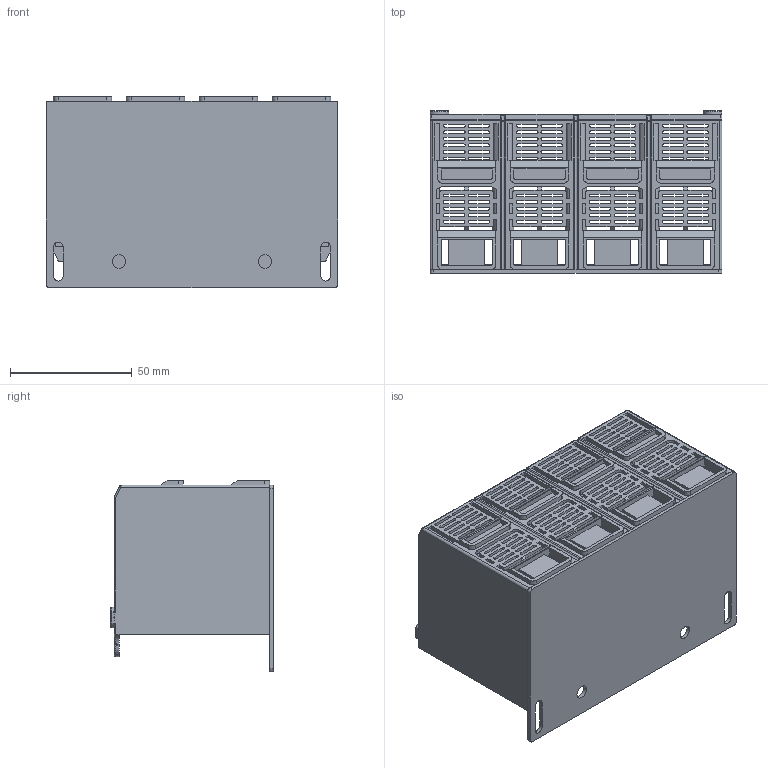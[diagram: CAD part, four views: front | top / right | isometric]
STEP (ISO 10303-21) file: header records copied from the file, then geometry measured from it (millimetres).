
FILE_DESCRIPTION((''),'2;1');
FILE_NAME('ASM0239_ASM','2020-08-28T13:23:55',('zhxmin'),(''),'CREO PARAMETRIC BY PTC INC, 2018020','CREO PARAMETRIC BY PTC INC, 2018020','');
FILE_SCHEMA(('CONFIG_CONTROL_DESIGN','SHAPE_APPEARANCE_LAYERS_GROUPS'));
Length unit declared in the file: millimetre
Products named in the file (3): 125-4P-CHANGHUZHAO; 125-4P-CHANGHUZHAO-GEBAN; ASM0239_ASM
Assembly tree (2 placements, depth 2):
  ASM0239_ASM
    125-4P-CHANGHUZHAO
    125-4P-CHANGHUZHAO-GEBAN
Bounding box: 120 x 66.9 x 78.8 mm (x, y, z)
Volume: 76545 mm3; surface area: 102698.8 mm2
Topology: 2 solids, 2 shells, 1189 faces, 3400 edges, 2198 vertices
Faces by surface type: plane 741, cylinder 364, bspline 36, sphere 30, torus 12, cone 6
Entity records: 50215 total; most frequent: CARTESIAN_POINT 8924, ORIENTED_EDGE 6800, DIRECTION 6360, EDGE_CURVE 3400, PRESENTATION_STYLE_ASSIGNMENT 3113, STYLED_ITEM 3113, CURVE_STYLE 3112, VECTOR 2496
